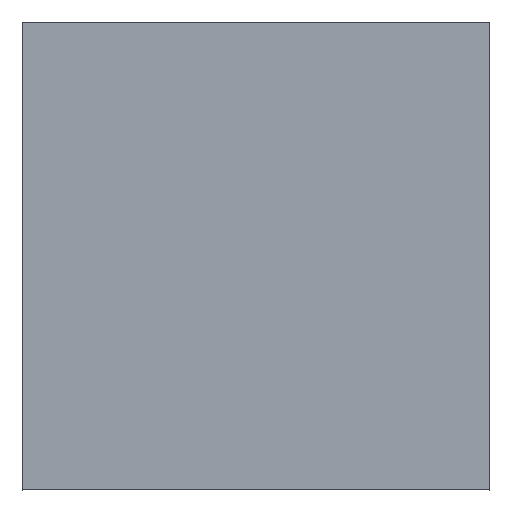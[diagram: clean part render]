
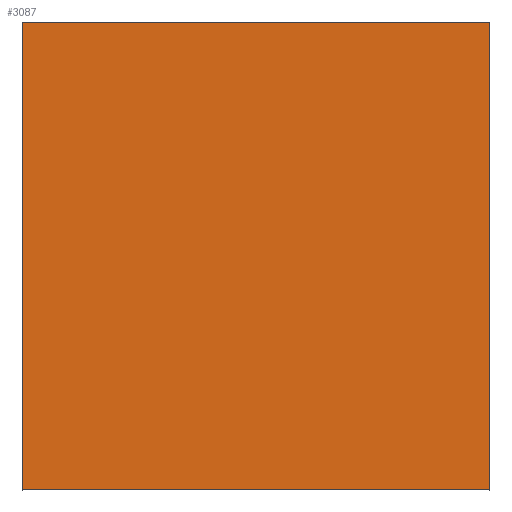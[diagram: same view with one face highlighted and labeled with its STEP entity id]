
A CAD part, top view. The second image highlights one B-rep face of the part: STEP entity #3087.
In plain terms, the highlighted planar face has unit normal (0, 0, 1).
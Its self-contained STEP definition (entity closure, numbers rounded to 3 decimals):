
#135=FACE_OUTER_BOUND('',#315,.T.);
#315=EDGE_LOOP('',(#2415,#2416,#2417,#2418));
#614=LINE('',#4596,#1040);
#634=LINE('',#4623,#1060);
#636=LINE('',#4626,#1062);
#637=LINE('',#4628,#1063);
#1040=VECTOR('',#3734,10.);
#1060=VECTOR('',#3758,10.);
#1062=VECTOR('',#3762,10.);
#1063=VECTOR('',#3765,10.);
#1410=VERTEX_POINT('',#4593);
#1411=VERTEX_POINT('',#4595);
#1415=VERTEX_POINT('',#4620);
#1416=VERTEX_POINT('',#4622);
#1750=EDGE_CURVE('',#1411,#1410,#614,.T.);
#1770=EDGE_CURVE('',#1416,#1415,#634,.T.);
#1772=EDGE_CURVE('',#1410,#1416,#636,.T.);
#1773=EDGE_CURVE('',#1415,#1411,#637,.T.);
#2415=ORIENTED_EDGE('',*,*,#1773,.T.);
#2416=ORIENTED_EDGE('',*,*,#1750,.T.);
#2417=ORIENTED_EDGE('',*,*,#1772,.T.);
#2418=ORIENTED_EDGE('',*,*,#1770,.T.);
#2908=PLANE('',#3286);
#3087=ADVANCED_FACE('',(#135),#2908,.T.);
#3286=AXIS2_PLACEMENT_3D('',#4629,#3766,#3767);
#3734=DIRECTION('',(-1.,0.,0.));
#3758=DIRECTION('',(1.,0.,0.));
#3762=DIRECTION('',(0.,-1.,0.));
#3765=DIRECTION('',(0.,1.,0.));
#3766=DIRECTION('center_axis',(0.,0.,1.));
#3767=DIRECTION('ref_axis',(1.,0.,0.));
#4593=CARTESIAN_POINT('',(-1.5,1.5,1.));
#4595=CARTESIAN_POINT('',(1.5,1.5,1.));
#4596=CARTESIAN_POINT('',(1.5,1.5,1.));
#4620=CARTESIAN_POINT('',(1.5,-1.5,1.));
#4622=CARTESIAN_POINT('',(-1.5,-1.5,1.));
#4623=CARTESIAN_POINT('',(-1.5,-1.5,1.));
#4626=CARTESIAN_POINT('',(-1.5,1.5,1.));
#4628=CARTESIAN_POINT('',(1.5,-1.5,1.));
#4629=CARTESIAN_POINT('Origin',(0.,0.,1.));
